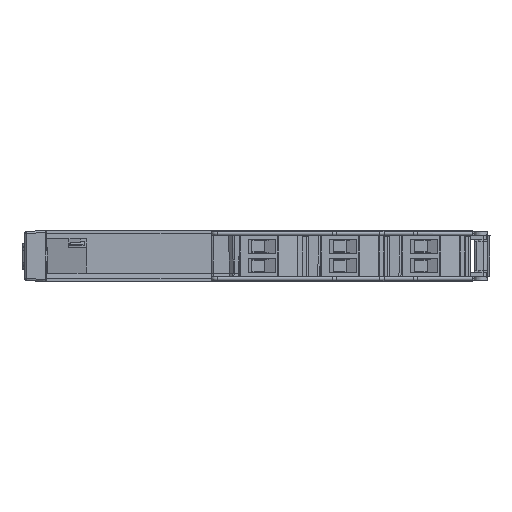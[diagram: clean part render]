
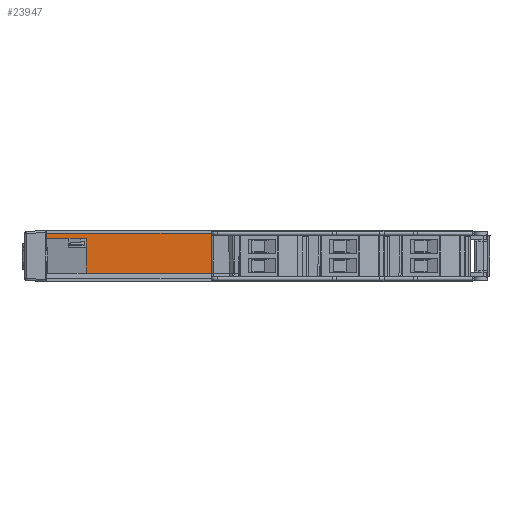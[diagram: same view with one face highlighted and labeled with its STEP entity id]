
A CAD part, left-side view. The second image highlights one B-rep face of the part: STEP entity #23947.
In plain terms, the highlighted planar face has unit normal (-1, 0, -0.018).
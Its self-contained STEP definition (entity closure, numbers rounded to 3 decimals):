
#4915=DIRECTION('',(-0.017,0.017,1.));
#4916=VECTOR('',#4915,9.803);
#4917=CARTESIAN_POINT('',(-43.729,-38.671,-4.25));
#4918=LINE('',#4917,#4916);
#4935=DIRECTION('',(0.,1.,0.));
#4936=VECTOR('',#4935,30.956);
#4937=CARTESIAN_POINT('',(-43.729,-38.671,-4.25));
#4938=LINE('',#4937,#4936);
#4939=DIRECTION('',(-0.017,0.017,1.));
#4940=VECTOR('',#4939,1.3);
#4941=CARTESIAN_POINT('',(-43.877,1.977,4.25));
#4942=LINE('',#4941,#4940);
#4943=DIRECTION('',(0.,-1.,0.));
#4944=VECTOR('',#4943,40.5);
#4945=CARTESIAN_POINT('',(-43.9,2.,5.55));
#4946=LINE('',#4945,#4944);
#4951=CARTESIAN_POINT('',(-43.841,-7.707,
2.15));
#4952=CARTESIAN_POINT('',(-43.829,-7.708,
1.449));
#4953=CARTESIAN_POINT('',(-43.804,-7.702,
0.039));
#4954=CARTESIAN_POINT('',(-43.767,-7.711,
-2.094));
#4955=CARTESIAN_POINT('',(-43.742,-7.713,
-3.529));
#4956=CARTESIAN_POINT('',(-43.729,-7.715,-4.25));
#8184=DIRECTION('',(0.,-1.,0.));
#8185=VECTOR('',#8184,9.676);
#8186=CARTESIAN_POINT('',(-43.877,1.977,4.25));
#8187=LINE('',#8186,#8185);
#8264=CARTESIAN_POINT('',(-43.841,-7.707,
2.15));
#8283=CARTESIAN_POINT('',(-43.877,-7.699,4.25));
#8284=CARTESIAN_POINT('',(-43.873,-7.7,
4.015));
#8285=CARTESIAN_POINT('',(-43.865,-7.702,
3.546));
#8286=CARTESIAN_POINT('',(-43.853,-7.706,
2.846));
#8287=CARTESIAN_POINT('',(-43.845,-7.706,
2.381));
#8288=CARTESIAN_POINT('',(-43.841,-7.707,
2.15));
#14559=CARTESIAN_POINT('',(-43.9,2.,5.55));
#14560=VERTEX_POINT('',#14559);
#14561=CARTESIAN_POINT('',(-43.877,1.977,4.25));
#14562=VERTEX_POINT('',#14561);
#14752=VERTEX_POINT('',#8264);
#14754=VERTEX_POINT('',#8283);
#14755=CARTESIAN_POINT('',(-43.9,-38.5,5.55));
#14756=VERTEX_POINT('',#14755);
#15897=CARTESIAN_POINT('',(-43.729,-38.671,-4.25));
#15898=CARTESIAN_POINT('',(-43.729,-7.715,-4.25));
#15899=VERTEX_POINT('',#15897);
#15900=VERTEX_POINT('',#15898);
#23929=CARTESIAN_POINT('',(-43.9,-87.379,5.55));
#23930=DIRECTION('',(-1.,0.,-0.017));
#23931=DIRECTION('',(0.,1.,0.));
#23932=AXIS2_PLACEMENT_3D('',#23929,#23930,#23931);
#23933=PLANE('',#23932);
#23934=ORIENTED_EDGE('',*,*,#22494,.T.);
#23936=ORIENTED_EDGE('',*,*,#23935,.F.);
#23938=ORIENTED_EDGE('',*,*,#23937,.F.);
#23940=ORIENTED_EDGE('',*,*,#23939,.F.);
#23942=ORIENTED_EDGE('',*,*,#23941,.T.);
#23943=ORIENTED_EDGE('',*,*,#23823,.T.);
#23944=ORIENTED_EDGE('',*,*,#23904,.F.);
#23945=EDGE_LOOP('',(#23934,#23936,#23938,#23940,#23942,#23943,#23944));
#23946=FACE_OUTER_BOUND('',#23945,.F.);
#23947=ADVANCED_FACE('',(#23946),#23933,.T.);
#4957=B_SPLINE_CURVE_WITH_KNOTS('',3,(#4951,#4952,#4953,#4954,#4955,#4956),
.UNSPECIFIED.,.F.,.F.,(4,1,1,4),(0.,0.333,0.667,1.),
.UNSPECIFIED.);
#8289=B_SPLINE_CURVE_WITH_KNOTS('',3,(#8283,#8284,#8285,#8286,#8287,#8288),
.UNSPECIFIED.,.F.,.F.,(4,1,1,4),(0.,0.333,0.667,1.),
.UNSPECIFIED.);
#22494=EDGE_CURVE('',#15899,#15900,#4938,.T.);
#23823=EDGE_CURVE('',#14560,#14756,#4946,.T.);
#23904=EDGE_CURVE('',#15899,#14756,#4918,.T.);
#23935=EDGE_CURVE('',#14752,#15900,#4957,.T.);
#23937=EDGE_CURVE('',#14754,#14752,#8289,.T.);
#23939=EDGE_CURVE('',#14562,#14754,#8187,.T.);
#23941=EDGE_CURVE('',#14562,#14560,#4942,.T.);
